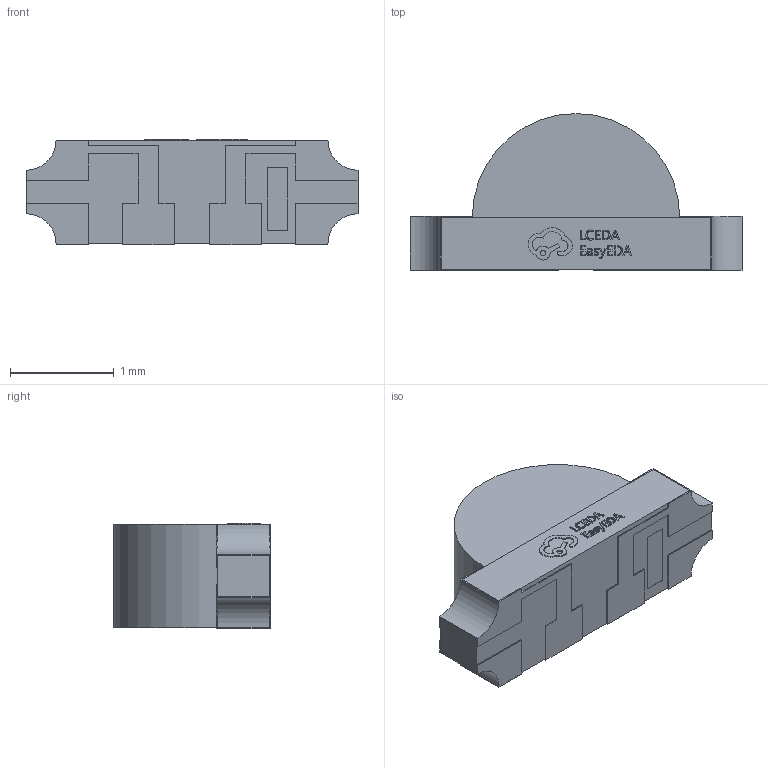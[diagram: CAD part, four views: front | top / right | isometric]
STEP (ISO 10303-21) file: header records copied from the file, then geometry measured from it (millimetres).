
FILE_DESCRIPTION (( 'STEP AP214' ), '1' );
FILE_NAME ('LED-SMD_4P-L3.2-W1.5_P4-1204RGBWS2-1.5T-A.STEP', '2023-10-12T11:08:43', ( '' ), ( '' ), 'SwSTEP 2.0', 'SolidWorks 2020', '' );
FILE_SCHEMA (( 'AUTOMOTIVE_DESIGN' ));
Length unit declared in the file: millimetre
Products named in the file (1): LED-SMD_4P-L3.2-W1.5_P4-1204RGBWS2-1.5T-A
Bounding box: 3.2 x 1.51 x 1.02 mm (x, y, z)
Volume: 3.1 mm3; surface area: 24.8 mm2
Topology: 6 solids, 6 shells, 326 faces, 879 edges, 586 vertices
Faces by surface type: plane 211, bspline 98, cylinder 17
Entity records: 14248 total; most frequent: CARTESIAN_POINT 3098, ORIENTED_EDGE 1758, DIRECTION 1171, EDGE_CURVE 879, VECTOR 645, LINE 645, VERTEX_POINT 586, EDGE_LOOP 347
